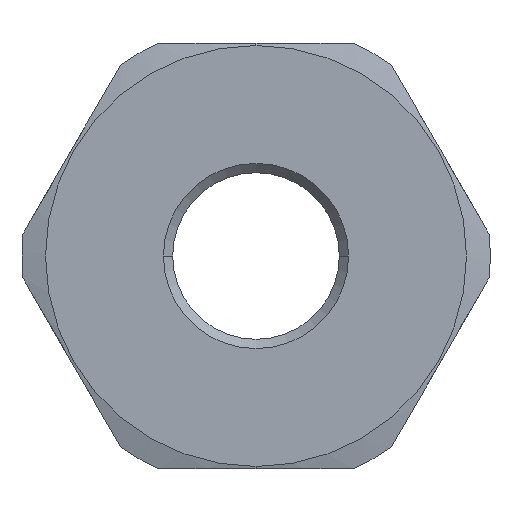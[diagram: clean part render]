
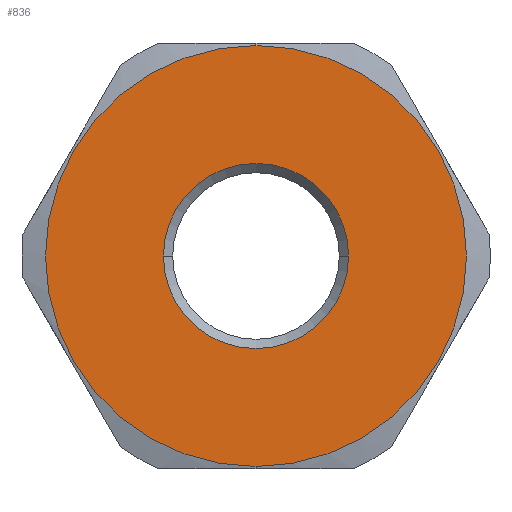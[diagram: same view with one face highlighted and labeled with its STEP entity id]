
A CAD part, left-side view. The second image highlights one B-rep face of the part: STEP entity #836.
In plain terms, the highlighted planar face has unit normal (-1, 0, 0).
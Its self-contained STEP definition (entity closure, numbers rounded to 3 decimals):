
#59 = DIRECTION ( 'NONE',  ( 0., 0., -1. ) ) ;
#65 = CARTESIAN_POINT ( 'NONE',  ( 0., 0., 0. ) ) ;
#85 = AXIS2_PLACEMENT_3D ( 'NONE', #613, #100, #643 ) ;
#93 = CIRCLE ( 'NONE', #592, 10. ) ;
#100 = DIRECTION ( 'NONE',  ( -1., 0., 0. ) ) ;
#130 = EDGE_CURVE ( 'NONE', #1078, #866, #157, .T. ) ;
#131 = CARTESIAN_POINT ( 'NONE',  ( 0., 10., 0. ) ) ;
#153 = DIRECTION ( 'NONE',  ( 0., 0., 1. ) ) ;
#157 = CIRCLE ( 'NONE', #85, 22.75 ) ;
#174 = VERTEX_POINT ( 'NONE', #519 ) ;
#304 = DIRECTION ( 'NONE',  ( 1., 0., 0. ) ) ;
#318 = EDGE_LOOP ( 'NONE', ( #400, #946 ) ) ;
#354 = CIRCLE ( 'NONE', #1077, 10. ) ;
#373 = CARTESIAN_POINT ( 'NONE',  ( 0., 0., 0. ) ) ;
#395 = FACE_OUTER_BOUND ( 'NONE', #854, .T. ) ;
#400 = ORIENTED_EDGE ( 'NONE', *, *, #597, .T. ) ;
#446 = EDGE_CURVE ( 'NONE', #461, #174, #354, .T. ) ;
#461 = VERTEX_POINT ( 'NONE', #131 ) ;
#462 = DIRECTION ( 'NONE',  ( 1., 0., 0. ) ) ;
#519 = CARTESIAN_POINT ( 'NONE',  ( 0., -10., 0. ) ) ;
#561 = CARTESIAN_POINT ( 'NONE',  ( 0., 0., -22.75 ) ) ;
#592 = AXIS2_PLACEMENT_3D ( 'NONE', #1123, #600, #59 ) ;
#597 = EDGE_CURVE ( 'NONE', #174, #461, #93, .T. ) ;
#600 = DIRECTION ( 'NONE',  ( 1., 0., 0. ) ) ;
#613 = CARTESIAN_POINT ( 'NONE',  ( 0., 0., 0. ) ) ;
#632 = AXIS2_PLACEMENT_3D ( 'NONE', #373, #462, #1079 ) ;
#638 = EDGE_CURVE ( 'NONE', #866, #1078, #974, .T. ) ;
#643 = DIRECTION ( 'NONE',  ( 0., 0., 1. ) ) ;
#708 = DIRECTION ( 'NONE',  ( -1., 0., 0. ) ) ;
#732 = ORIENTED_EDGE ( 'NONE', *, *, #638, .T. ) ;
#829 = AXIS2_PLACEMENT_3D ( 'NONE', #65, #708, #153 ) ;
#836 = ADVANCED_FACE ( 'NONE', ( #1016, #395 ), #905, .F. ) ;
#846 = CARTESIAN_POINT ( 'NONE',  ( 0., 0., 0. ) ) ;
#854 = EDGE_LOOP ( 'NONE', ( #732, #919 ) ) ;
#866 = VERTEX_POINT ( 'NONE', #561 ) ;
#905 = PLANE ( 'NONE',  #632 ) ;
#919 = ORIENTED_EDGE ( 'NONE', *, *, #130, .T. ) ;
#928 = DIRECTION ( 'NONE',  ( 0., 0., -1. ) ) ;
#941 = CARTESIAN_POINT ( 'NONE',  ( 0., 0., 22.75 ) ) ;
#946 = ORIENTED_EDGE ( 'NONE', *, *, #446, .T. ) ;
#974 = CIRCLE ( 'NONE', #829, 22.75 ) ;
#1016 = FACE_BOUND ( 'NONE', #318, .T. ) ;
#1077 = AXIS2_PLACEMENT_3D ( 'NONE', #846, #304, #928 ) ;
#1078 = VERTEX_POINT ( 'NONE', #941 ) ;
#1079 = DIRECTION ( 'NONE',  ( 0., 0., -1. ) ) ;
#1123 = CARTESIAN_POINT ( 'NONE',  ( 0., 0., 0. ) ) ;
